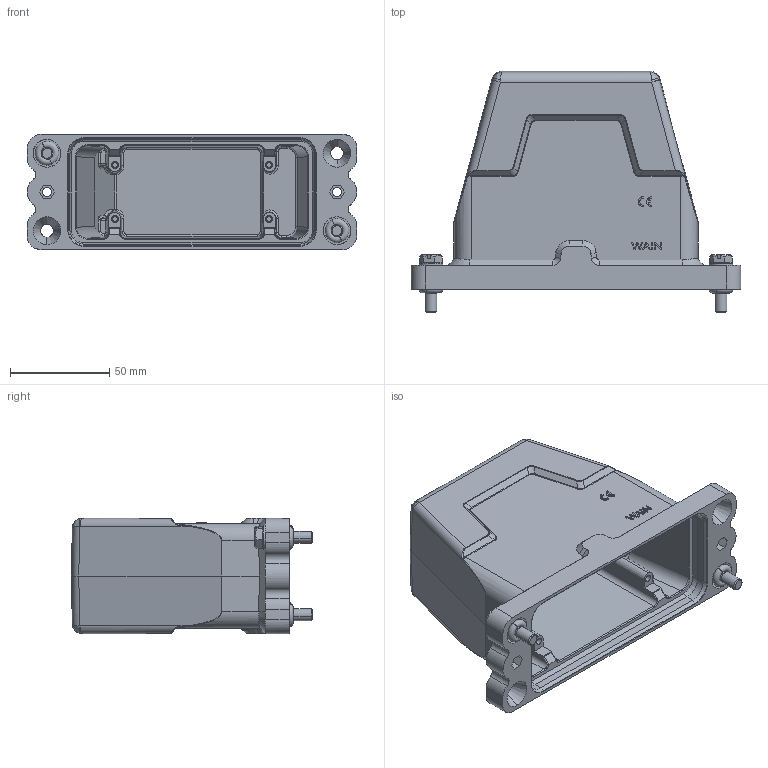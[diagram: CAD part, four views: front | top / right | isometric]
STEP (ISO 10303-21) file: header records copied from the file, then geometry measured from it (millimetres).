
FILE_DESCRIPTION(/* description */ (''),/* implementation_level */ '2;1');
FILE_NAME(/* name */ '3D_1136165305004_HP16B_H-SEH-4S-M32_V1.1.STP',/* time_stamp */ '2023-11-27T17:05:35+08:00',/* author */ (''),/* organization */ (''),/* preprocessor_version */ 'ST-DEVELOPER v18.1',/* originating_system */ 'SIEMENS PLM Software NX 1980',/* authorisation */ '');
FILE_SCHEMA (('INTEGRATED_CNC_SCHEMA'));
Length unit declared in the file: millimetre
Products named in the file (1): 3D_1136165305004_HP16B_H-SEH-4S-M32_V1.1_stp
Bounding box: 166 x 121.4 x 58 mm (x, y, z)
Volume: 233009.5 mm3; surface area: 86956.3 mm2
Topology: 3 solids, 3 shells, 611 faces, 1574 edges, 1002 vertices
Faces by surface type: plane 246, cylinder 208, torus 60, cone 50, bspline 43, sphere 4
Entity records: 21845 total; most frequent: CARTESIAN_POINT 8498, ORIENTED_EDGE 3148, DIRECTION 2143, EDGE_CURVE 1574, VERTEX_POINT 1002, AXIS2_PLACEMENT_3D 723, LINE 697, VECTOR 697
